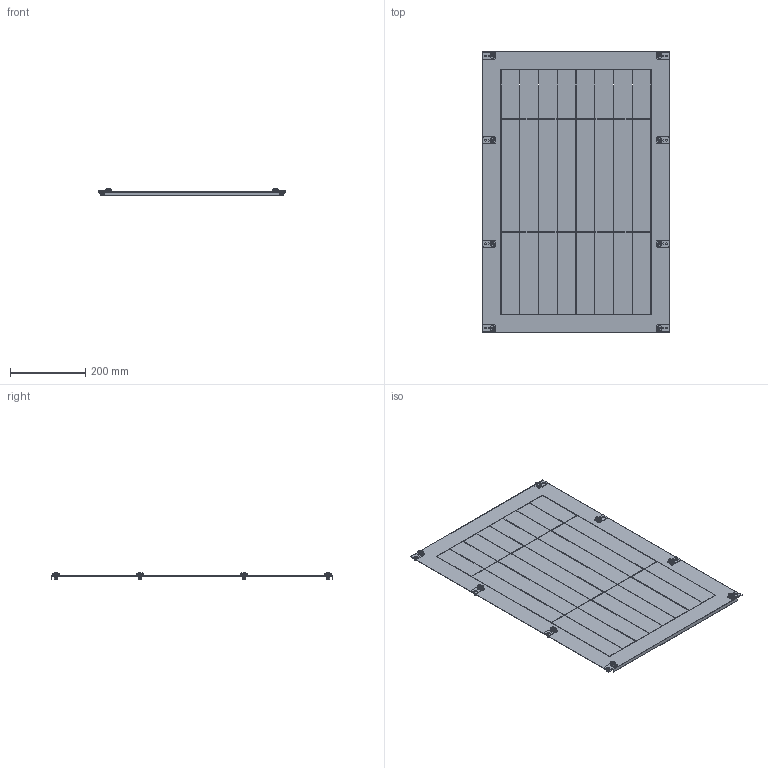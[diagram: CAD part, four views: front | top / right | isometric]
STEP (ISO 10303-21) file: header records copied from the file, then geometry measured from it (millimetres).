
FILE_DESCRIPTION((''),'2;1');
FILE_NAME('COVER_ASM','2023-01-25T12:37:57',('klemen.sitar'),('Audax d.o.o.'),'CREO PARAMETRIC BY PTC INC, 2021304','CREO PARAMETRIC BY PTC INC, 2021304','');
FILE_SCHEMA(('AP242_MANAGED_MODEL_BASED_3D_ENGINEERING_MIM_LF { 1 0 10303 442 1 1 4 }'));
Length unit declared in the file: millimetre
Products named in the file (5): ZU; PRT0002_1_1_1_1_1_1_2_3; PRT0003_1_1_1_1_1_1_2_3; BLACK_PIN_ASM_1_ASM_1_ASM_1_A_5_ASM; COVER_ASM
Assembly tree (11 placements, depth 3):
  COVER_ASM
    ZU
    BLACK_PIN_ASM_1_ASM_1_ASM_1_A_5_ASM  x8
      PRT0002_1_1_1_1_1_1_2_3
      PRT0003_1_1_1_1_1_1_2_3
Bounding box: 500 x 750 x 18.6 mm (x, y, z)
Volume: 398154.5 mm3; surface area: 791594.6 mm2
Topology: 41 solids, 41 shells, 834 faces, 2336 edges, 1664 vertices
Faces by surface type: plane 578, cylinder 240, cone 16
Entity records: 13357 total; most frequent: CARTESIAN_POINT 1676, DIRECTION 1439, ORIENTED_EDGE 1406, PRESENTATION_STYLE_ASSIGNMENT 959, STYLED_ITEM 959, CURVE_STYLE 722, EDGE_CURVE 703, VECTOR 573
